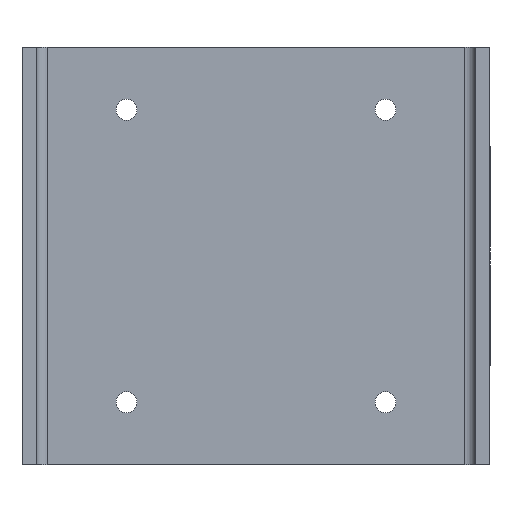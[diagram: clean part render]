
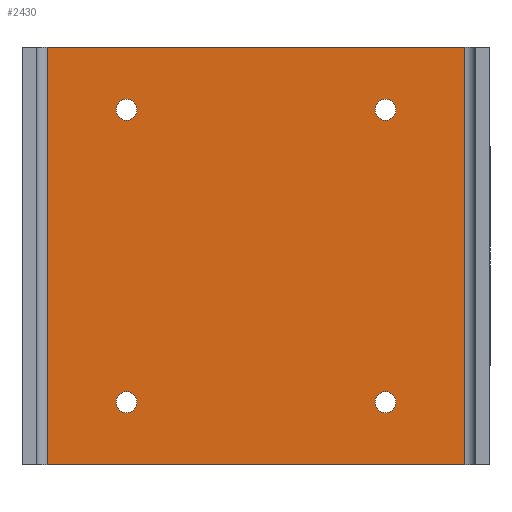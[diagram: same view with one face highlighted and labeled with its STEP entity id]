
A CAD part, front view. The second image highlights one B-rep face of the part: STEP entity #2430.
In plain terms, the highlighted planar face has unit normal (0, -1, 0).
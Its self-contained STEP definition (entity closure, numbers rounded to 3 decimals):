
#9 = VERTEX_POINT ( 'NONE', #1571 ) ;
#32 = CARTESIAN_POINT ( 'NONE',  ( 50., -3.5, -50. ) ) ;
#58 = CARTESIAN_POINT ( 'NONE',  ( -50., -3.5, -50. ) ) ;
#96 = FACE_BOUND ( 'NONE', #494, .T. ) ;
#103 = EDGE_CURVE ( 'NONE', #9, #1521, #1861, .T. ) ;
#107 = VERTEX_POINT ( 'NONE', #2903 ) ;
#162 = EDGE_CURVE ( 'NONE', #654, #3545, #943, .T. ) ;
#210 = AXIS2_PLACEMENT_3D ( 'NONE', #3288, #1469, #3610 ) ;
#274 = CARTESIAN_POINT ( 'NONE',  ( -31., -3.5, 35. ) ) ;
#308 = CARTESIAN_POINT ( 'NONE',  ( -50., -3.5, 50. ) ) ;
#336 = CARTESIAN_POINT ( 'NONE',  ( -31., -3.5, 35. ) ) ;
#360 = ORIENTED_EDGE ( 'NONE', *, *, #1372, .F. ) ;
#489 = VECTOR ( 'NONE', #3705, 1000. ) ;
#494 = EDGE_LOOP ( 'NONE', ( #3172, #2433 ) ) ;
#514 = CARTESIAN_POINT ( 'NONE',  ( 31., -3.5, -32.5 ) ) ;
#590 = DIRECTION ( 'NONE',  ( 0., 0., 1. ) ) ;
#624 = CIRCLE ( 'NONE', #210, 2.5 ) ;
#633 = DIRECTION ( 'NONE',  ( 0., 1., 0. ) ) ;
#645 = DIRECTION ( 'NONE',  ( 0., 0., 1. ) ) ;
#654 = VERTEX_POINT ( 'NONE', #708 ) ;
#704 = VERTEX_POINT ( 'NONE', #2242 ) ;
#708 = CARTESIAN_POINT ( 'NONE',  ( -50., -3.5, -50. ) ) ;
#745 = CARTESIAN_POINT ( 'NONE',  ( -31., -3.5, -35. ) ) ;
#798 = AXIS2_PLACEMENT_3D ( 'NONE', #1256, #3388, #1564 ) ;
#817 = PLANE ( 'NONE',  #821 ) ;
#821 = AXIS2_PLACEMENT_3D ( 'NONE', #2644, #2950, #1131 ) ;
#826 = FACE_BOUND ( 'NONE', #3712, .T. ) ;
#832 = CIRCLE ( 'NONE', #798, 2.5 ) ;
#848 = AXIS2_PLACEMENT_3D ( 'NONE', #274, #2409, #590 ) ;
#891 = ORIENTED_EDGE ( 'NONE', *, *, #2024, .F. ) ;
#928 = EDGE_CURVE ( 'NONE', #704, #1160, #2618, .T. ) ;
#943 = LINE ( 'NONE', #58, #2462 ) ;
#945 = DIRECTION ( 'NONE',  ( 0., 0., -1. ) ) ;
#966 = ORIENTED_EDGE ( 'NONE', *, *, #3182, .T. ) ;
#981 = CARTESIAN_POINT ( 'NONE',  ( -50., -3.5, 50. ) ) ;
#984 = DIRECTION ( 'NONE',  ( 0., 0., 1. ) ) ;
#1052 = DIRECTION ( 'NONE',  ( 0., 0., 1. ) ) ;
#1061 = EDGE_CURVE ( 'NONE', #1521, #9, #1789, .T. ) ;
#1077 = AXIS2_PLACEMENT_3D ( 'NONE', #336, #2465, #645 ) ;
#1105 = CARTESIAN_POINT ( 'NONE',  ( -50., -3.5, 50. ) ) ;
#1121 = EDGE_CURVE ( 'NONE', #3811, #107, #2580, .T. ) ;
#1131 = DIRECTION ( 'NONE',  ( 0., 0., 1. ) ) ;
#1160 = VERTEX_POINT ( 'NONE', #3472 ) ;
#1256 = CARTESIAN_POINT ( 'NONE',  ( 31., -3.5, -35. ) ) ;
#1280 = EDGE_LOOP ( 'NONE', ( #3923, #891, #360, #1473 ) ) ;
#1283 = DIRECTION ( 'NONE',  ( 1., 0., 0. ) ) ;
#1286 = LINE ( 'NONE', #2965, #2919 ) ;
#1296 = CARTESIAN_POINT ( 'NONE',  ( 31., -3.5, 35. ) ) ;
#1318 = DIRECTION ( 'NONE',  ( 0., 1., 0. ) ) ;
#1372 = EDGE_CURVE ( 'NONE', #3024, #1446, #2727, .T. ) ;
#1446 = VERTEX_POINT ( 'NONE', #2836 ) ;
#1469 = DIRECTION ( 'NONE',  ( 0., 1., 0. ) ) ;
#1473 = ORIENTED_EDGE ( 'NONE', *, *, #3526, .T. ) ;
#1492 = EDGE_LOOP ( 'NONE', ( #3169, #2328 ) ) ;
#1509 = CIRCLE ( 'NONE', #1077, 2.5 ) ;
#1513 = VERTEX_POINT ( 'NONE', #3493 ) ;
#1521 = VERTEX_POINT ( 'NONE', #2868 ) ;
#1539 = FACE_BOUND ( 'NONE', #1582, .T. ) ;
#1542 = VECTOR ( 'NONE', #945, 1000. ) ;
#1564 = DIRECTION ( 'NONE',  ( 0., 0., 1. ) ) ;
#1571 = CARTESIAN_POINT ( 'NONE',  ( 31., -3.5, 37.5 ) ) ;
#1582 = EDGE_LOOP ( 'NONE', ( #3351, #2065 ) ) ;
#1665 = AXIS2_PLACEMENT_3D ( 'NONE', #745, #2876, #1052 ) ;
#1750 = LINE ( 'NONE', #308, #1542 ) ;
#1789 = CIRCLE ( 'NONE', #2455, 2.5 ) ;
#1861 = CIRCLE ( 'NONE', #3244, 2.5 ) ;
#1877 = EDGE_CURVE ( 'NONE', #1513, #2106, #2190, .T. ) ;
#1891 = CARTESIAN_POINT ( 'NONE',  ( -31., -3.5, -37.5 ) ) ;
#1917 = DIRECTION ( 'NONE',  ( 0., 1., 0. ) ) ;
#2024 = EDGE_CURVE ( 'NONE', #1446, #3545, #1286, .T. ) ;
#2050 = DIRECTION ( 'NONE',  ( 0., 0., -1. ) ) ;
#2065 = ORIENTED_EDGE ( 'NONE', *, *, #3511, .T. ) ;
#2106 = VERTEX_POINT ( 'NONE', #1891 ) ;
#2190 = CIRCLE ( 'NONE', #1665, 2.5 ) ;
#2242 = CARTESIAN_POINT ( 'NONE',  ( -31., -3.5, 32.5 ) ) ;
#2328 = ORIENTED_EDGE ( 'NONE', *, *, #3908, .T. ) ;
#2353 = FACE_OUTER_BOUND ( 'NONE', #1280, .T. ) ;
#2409 = DIRECTION ( 'NONE',  ( 0., 1., 0. ) ) ;
#2430 = ADVANCED_FACE ( 'NONE', ( #1539, #96, #826, #2431, #2353 ), #817, .F. ) ;
#2431 = FACE_BOUND ( 'NONE', #1492, .T. ) ;
#2433 = ORIENTED_EDGE ( 'NONE', *, *, #1061, .T. ) ;
#2446 = CARTESIAN_POINT ( 'NONE',  ( 31., -3.5, 35. ) ) ;
#2455 = AXIS2_PLACEMENT_3D ( 'NONE', #2446, #633, #2763 ) ;
#2462 = VECTOR ( 'NONE', #1283, 1000. ) ;
#2465 = DIRECTION ( 'NONE',  ( 0., 1., 0. ) ) ;
#2580 = CIRCLE ( 'NONE', #2884, 2.5 ) ;
#2618 = CIRCLE ( 'NONE', #848, 2.5 ) ;
#2644 = CARTESIAN_POINT ( 'NONE',  ( -50., -3.5, 50. ) ) ;
#2701 = ORIENTED_EDGE ( 'NONE', *, *, #928, .T. ) ;
#2727 = LINE ( 'NONE', #981, #489 ) ;
#2763 = DIRECTION ( 'NONE',  ( 0., 0., 1. ) ) ;
#2836 = CARTESIAN_POINT ( 'NONE',  ( 50., -3.5, 50. ) ) ;
#2868 = CARTESIAN_POINT ( 'NONE',  ( 31., -3.5, 32.5 ) ) ;
#2876 = DIRECTION ( 'NONE',  ( 0., 1., 0. ) ) ;
#2884 = AXIS2_PLACEMENT_3D ( 'NONE', #3142, #1318, #3454 ) ;
#2903 = CARTESIAN_POINT ( 'NONE',  ( 31., -3.5, -37.5 ) ) ;
#2919 = VECTOR ( 'NONE', #2050, 1000. ) ;
#2950 = DIRECTION ( 'NONE',  ( 0., 1., 0. ) ) ;
#2965 = CARTESIAN_POINT ( 'NONE',  ( 50., -3.5, 50. ) ) ;
#3024 = VERTEX_POINT ( 'NONE', #1105 ) ;
#3142 = CARTESIAN_POINT ( 'NONE',  ( 31., -3.5, -35. ) ) ;
#3169 = ORIENTED_EDGE ( 'NONE', *, *, #1877, .T. ) ;
#3172 = ORIENTED_EDGE ( 'NONE', *, *, #103, .T. ) ;
#3182 = EDGE_CURVE ( 'NONE', #1160, #704, #1509, .T. ) ;
#3244 = AXIS2_PLACEMENT_3D ( 'NONE', #1296, #1917, #984 ) ;
#3288 = CARTESIAN_POINT ( 'NONE',  ( -31., -3.5, -35. ) ) ;
#3351 = ORIENTED_EDGE ( 'NONE', *, *, #1121, .T. ) ;
#3388 = DIRECTION ( 'NONE',  ( 0., 1., 0. ) ) ;
#3454 = DIRECTION ( 'NONE',  ( 0., 0., 1. ) ) ;
#3472 = CARTESIAN_POINT ( 'NONE',  ( -31., -3.5, 37.5 ) ) ;
#3493 = CARTESIAN_POINT ( 'NONE',  ( -31., -3.5, -32.5 ) ) ;
#3511 = EDGE_CURVE ( 'NONE', #107, #3811, #832, .T. ) ;
#3526 = EDGE_CURVE ( 'NONE', #3024, #654, #1750, .T. ) ;
#3545 = VERTEX_POINT ( 'NONE', #32 ) ;
#3610 = DIRECTION ( 'NONE',  ( 0., 0., 1. ) ) ;
#3705 = DIRECTION ( 'NONE',  ( 1., 0., 0. ) ) ;
#3712 = EDGE_LOOP ( 'NONE', ( #966, #2701 ) ) ;
#3811 = VERTEX_POINT ( 'NONE', #514 ) ;
#3908 = EDGE_CURVE ( 'NONE', #2106, #1513, #624, .T. ) ;
#3923 = ORIENTED_EDGE ( 'NONE', *, *, #162, .T. ) ;
